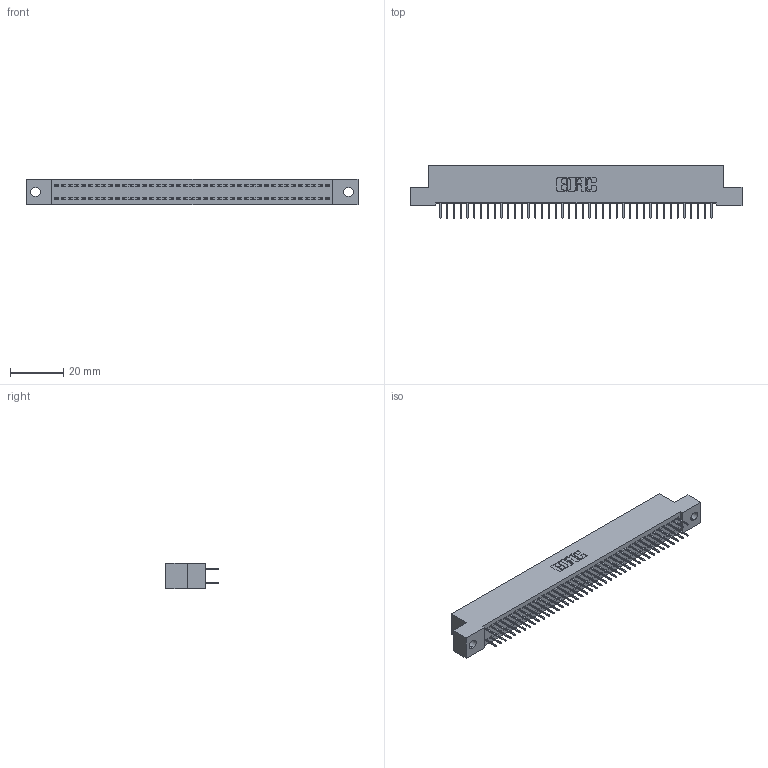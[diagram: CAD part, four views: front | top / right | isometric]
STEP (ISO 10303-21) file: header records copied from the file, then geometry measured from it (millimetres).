
FILE_DESCRIPTION (( 'STEP AP203' ), '1' );
FILE_NAME ('392-082-524-202.STEP', '2018-08-18T03:34:58', ( '' ), ( '' ), 'SwSTEP 2.0', 'SolidWorks 2016', '' );
FILE_SCHEMA (( 'CONFIG_CONTROL_DESIGN' ));
Length unit declared in the file: inch
Products named in the file (3): 342 Part_.128 Slot; 392-082-524-202; 345-292-001_345-293-124
Assembly tree (83 placements, depth 2):
  392-082-524-202
    342 Part_.128 Slot
    345-292-001_345-293-124  x82
Bounding box: 124.46 x 19.69 x 9.4 mm (x, y, z)
Volume: 11001.7 mm3; surface area: 17320.1 mm2
Topology: 83 solids, 83 shells, 4706 faces, 13349 edges, 8570 vertices
Faces by surface type: plane 3514, cylinder 1192
Entity records: 26583 total; most frequent: CARTESIAN_POINT 4406, ORIENTED_EDGE 4342, DIRECTION 3767, EDGE_CURVE 2171, LINE 2047, VECTOR 2047, VERTEX_POINT 1442, AXIS2_PLACEMENT_3D 860
